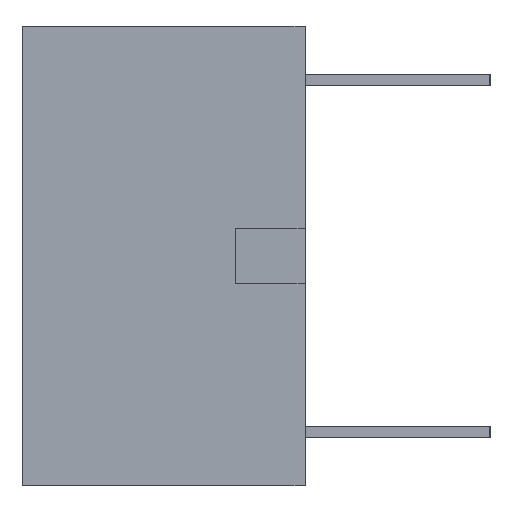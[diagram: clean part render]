
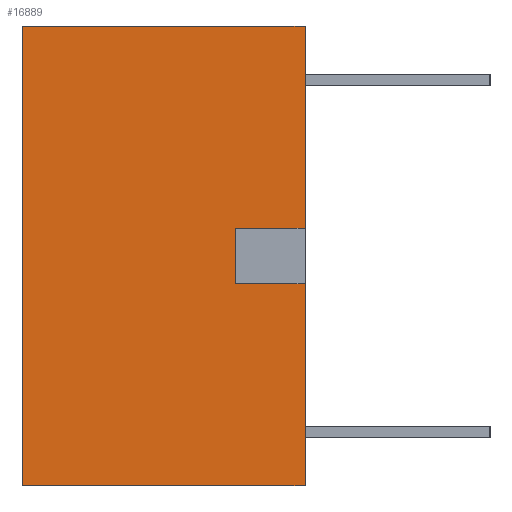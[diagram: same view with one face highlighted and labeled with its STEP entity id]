
A CAD part, left-side view. The second image highlights one B-rep face of the part: STEP entity #16889.
In plain terms, the highlighted planar face has unit normal (-1, 0, 0).
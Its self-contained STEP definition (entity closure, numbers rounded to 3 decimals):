
#1785 = CARTESIAN_POINT ( 'NONE',  ( -10.02, 0., -4.97 ) ) ;
#1786 = DIRECTION ( 'NONE',  ( 0., 1., 0. ) ) ;
#1787 = VECTOR ( 'NONE', #1786, 1000. ) ;
#1788 = CARTESIAN_POINT ( 'NONE',  ( -10.02, -6.12, -4.97 ) ) ;
#1789 = LINE ( 'NONE', #1788, #1787 ) ;
#1790 = CARTESIAN_POINT ( 'NONE',  ( -10.02, -6.12, 0.6 ) ) ;
#1791 = DIRECTION ( 'NONE',  ( 0., -1., 0. ) ) ;
#1792 = VECTOR ( 'NONE', #1791, 1000. ) ;
#1800 = CARTESIAN_POINT ( 'NONE',  ( -10.02, -12.281, 0.6 ) ) ;
#1801 = LINE ( 'NONE', #1800, #1792 ) ;
#1878 = CARTESIAN_POINT ( 'NONE',  ( -10.02, -6.12, 4.97 ) ) ;
#1879 = DIRECTION ( 'NONE',  ( 0., 1., 0. ) ) ;
#1880 = VECTOR ( 'NONE', #1879, 1000. ) ;
#1881 = CARTESIAN_POINT ( 'NONE',  ( -10.02, -6.12, 4.97 ) ) ;
#1882 = LINE ( 'NONE', #1881, #1880 ) ;
#1883 = CARTESIAN_POINT ( 'NONE',  ( -10.02, 0., 4.97 ) ) ;
#1892 = CARTESIAN_POINT ( 'NONE',  ( -10.02, -6.12, -4.97 ) ) ;
#1948 = DIRECTION ( 'NONE',  ( 0., 0., 1. ) ) ;
#1949 = VECTOR ( 'NONE', #1948, 1000. ) ;
#1950 = CARTESIAN_POINT ( 'NONE',  ( -10.02, -6.12, 0. ) ) ;
#1952 = LINE ( 'NONE', #1950, #1949 ) ;
#1953 = DIRECTION ( 'NONE',  ( 0., 0., 1. ) ) ;
#1954 = VECTOR ( 'NONE', #1953, 1000. ) ;
#1955 = CARTESIAN_POINT ( 'NONE',  ( -10.02, 0., 0. ) ) ;
#1956 = LINE ( 'NONE', #1955, #1954 ) ;
#1957 = DIRECTION ( 'NONE',  ( 0., 0., 1. ) ) ;
#1958 = VECTOR ( 'NONE', #1957, 1000. ) ;
#1959 = CARTESIAN_POINT ( 'NONE',  ( -10.02, -6.12, 0. ) ) ;
#1964 = LINE ( 'NONE', #1959, #1958 ) ;
#1980 = FACE_OUTER_BOUND ( 'NONE', #16890, .T. ) ;
#2009 = DIRECTION ( 'NONE',  ( 0., 0., 1. ) ) ;
#2010 = VECTOR ( 'NONE', #2009, 1000. ) ;
#2011 = CARTESIAN_POINT ( 'NONE',  ( -10.02, -4.62, 0. ) ) ;
#2012 = LINE ( 'NONE', #2011, #2010 ) ;
#2013 = CARTESIAN_POINT ( 'NONE',  ( -10.02, -6.12, -0.6 ) ) ;
#2014 = CARTESIAN_POINT ( 'NONE',  ( -10.02, -4.62, -0.6 ) ) ;
#2015 = DIRECTION ( 'NONE',  ( 0., -1., 0. ) ) ;
#2016 = VECTOR ( 'NONE', #2015, 1000. ) ;
#2017 = CARTESIAN_POINT ( 'NONE',  ( -10.02, -12.281, -0.6 ) ) ;
#2018 = DIRECTION ( 'NONE',  ( 0., 0., 1. ) ) ;
#2019 = DIRECTION ( 'NONE',  ( -1., 0., 0. ) ) ;
#2020 = CARTESIAN_POINT ( 'NONE',  ( -10.02, -6.12, 0. ) ) ;
#2021 = AXIS2_PLACEMENT_3D ( 'NONE', #2020, #2019, #2018 ) ;
#2022 = LINE ( 'NONE', #2017, #2016 ) ;
#2023 = PLANE ( 'NONE',  #2021 ) ;
#7493 = VERTEX_POINT ( 'NONE', #20441 ) ;
#16810 = ORIENTED_EDGE ( 'NONE', *, *, #16811, .T. ) ;
#16811 = EDGE_CURVE ( 'NONE', #7493, #16812, #1801, .T. ) ;
#16812 = VERTEX_POINT ( 'NONE', #1790 ) ;
#16813 = ORIENTED_EDGE ( 'NONE', *, *, #16873, .T. ) ;
#16814 = EDGE_CURVE ( 'NONE', #16840, #16815, #1789, .T. ) ;
#16815 = VERTEX_POINT ( 'NONE', #1785 ) ;
#16840 = VERTEX_POINT ( 'NONE', #1892 ) ;
#16847 = VERTEX_POINT ( 'NONE', #1883 ) ;
#16849 = EDGE_CURVE ( 'NONE', #16850, #16847, #1882, .T. ) ;
#16850 = VERTEX_POINT ( 'NONE', #1878 ) ;
#16873 = EDGE_CURVE ( 'NONE', #16812, #16850, #1964, .T. ) ;
#16874 = ORIENTED_EDGE ( 'NONE', *, *, #16849, .T. ) ;
#16875 = ORIENTED_EDGE ( 'NONE', *, *, #16876, .F. ) ;
#16876 = EDGE_CURVE ( 'NONE', #16815, #16847, #1956, .T. ) ;
#16878 = ORIENTED_EDGE ( 'NONE', *, *, #16814, .F. ) ;
#16879 = ORIENTED_EDGE ( 'NONE', *, *, #16880, .T. ) ;
#16880 = EDGE_CURVE ( 'NONE', #16840, #16894, #1952, .T. ) ;
#16889 = ADVANCED_FACE ( 'NONE', ( #1980 ), #2023, .T. ) ;
#16890 = EDGE_LOOP ( 'NONE', ( #16891, #16895, #16810, #16813, #16874, #16875, #16878, #16879 ) ) ;
#16891 = ORIENTED_EDGE ( 'NONE', *, *, #16892, .F. ) ;
#16892 = EDGE_CURVE ( 'NONE', #16893, #16894, #2022, .T. ) ;
#16893 = VERTEX_POINT ( 'NONE', #2014 ) ;
#16894 = VERTEX_POINT ( 'NONE', #2013 ) ;
#16895 = ORIENTED_EDGE ( 'NONE', *, *, #16896, .T. ) ;
#16896 = EDGE_CURVE ( 'NONE', #16893, #7493, #2012, .T. ) ;
#20441 = CARTESIAN_POINT ( 'NONE',  ( -10.02, -4.62, 0.6 ) ) ;
